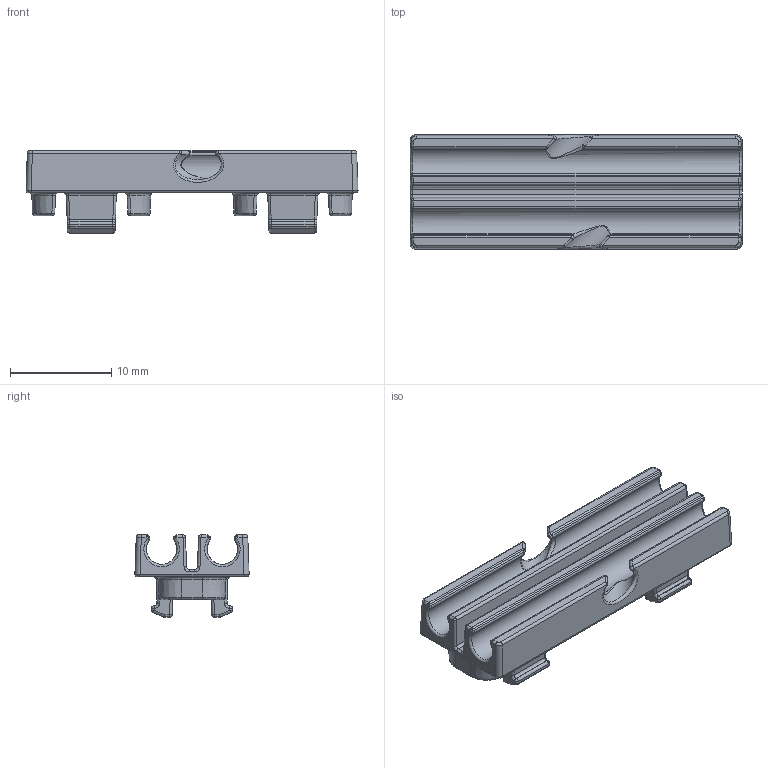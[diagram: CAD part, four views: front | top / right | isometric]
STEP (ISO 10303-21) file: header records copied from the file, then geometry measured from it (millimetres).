
FILE_DESCRIPTION(/* description */ (''),/* implementation_level */ '2;1');
FILE_NAME(/* name */ 'jarjarjaws_noddle v3.step',/* time_stamp */ '2020-11-17T15:55:08-06:00',/* author */ (''),/* organization */ (''),/* preprocessor_version */ 'ST-DEVELOPER v18.1',/* originating_system */ 'Autodesk Translation Framework v9.3.0.1241',/* authorisation */ '');
FILE_SCHEMA (('AUTOMOTIVE_DESIGN { 1 0 10303 214 3 1 1 }'));
Length unit declared in the file: millimetre
Products named in the file (1): jarjarjaws_noddle
Bounding box: 32.77 x 11.27 x 8.14 mm (x, y, z)
Volume: 1116.2 mm3; surface area: 1851.1 mm2
Topology: 1 solids, 1 shells, 382 faces, 796 edges, 424 vertices
Faces by surface type: cylinder 158, sphere 72, bspline 64, plane 64, torus 16, cone 8
Entity records: 11923 total; most frequent: CARTESIAN_POINT 3806, DIRECTION 1842, ORIENTED_EDGE 1592, EDGE_CURVE 796, AXIS2_PLACEMENT_3D 763, VERTEX_POINT 424, EDGE_LOOP 390, FACE_OUTER_BOUND 382
